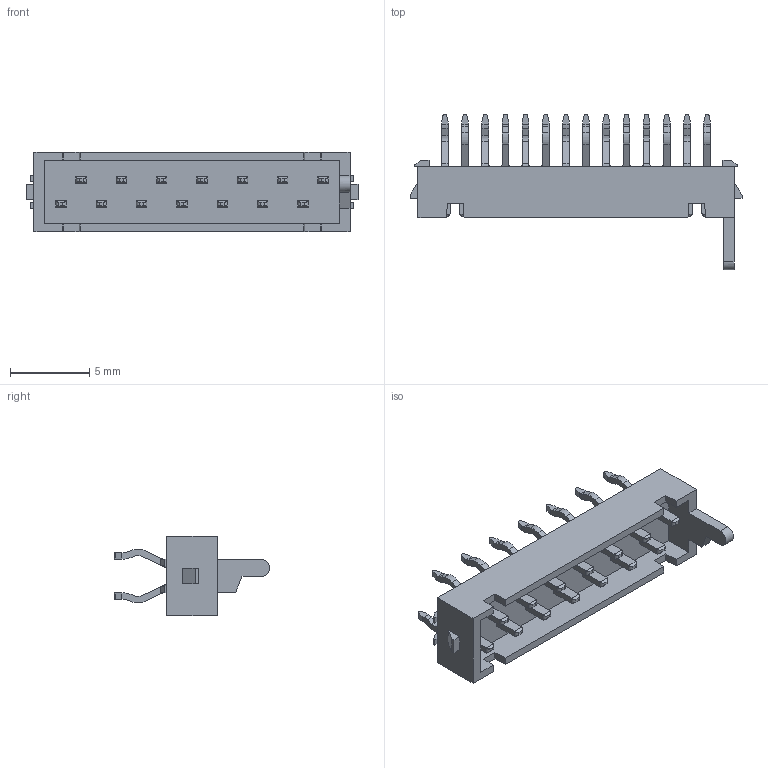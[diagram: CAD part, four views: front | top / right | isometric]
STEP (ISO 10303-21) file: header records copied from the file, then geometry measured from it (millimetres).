
FILE_DESCRIPTION( ('This file contains a STEP AP42 implementation' ,'as created by ZW3D STEP Interface translator.') ,'2;1' );
FILE_NAME( '3900-14MSSNANT01.stp' ,'231212. 82620', (''), ('ZWCAD Software Co.'), 'Version 1.0', 'ZW3D to STEP translator', '' );
FILE_SCHEMA(('AUTOMOTIVE_DESIGN { 1 0 10303 214 1 1 1 1 }'));
Length unit declared in the file: millimetre
Products named in the file (2): 0; 3900-14MSSNANT01
Bounding box: 20.9 x 9.8 x 5 mm (x, y, z)
Volume: 200.9 mm3; surface area: 590.6 mm2
Topology: 1 solids, 1 shells, 511 faces, 1408 edges, 936 vertices
Faces by surface type: plane 356, cylinder 154, bspline 1
Entity records: 17154 total; most frequent: CARTESIAN_POINT 3555, ORIENTED_EDGE 2816, DIRECTION 2568, EDGE_CURVE 1408, VECTOR 1040, LINE 1040, VERTEX_POINT 936, AXIS2_PLACEMENT_3D 764
